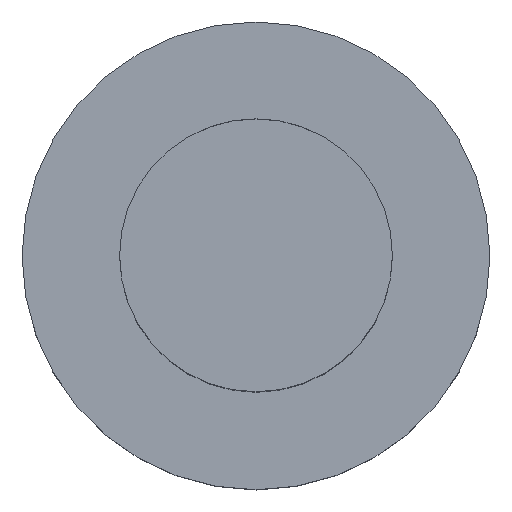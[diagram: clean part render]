
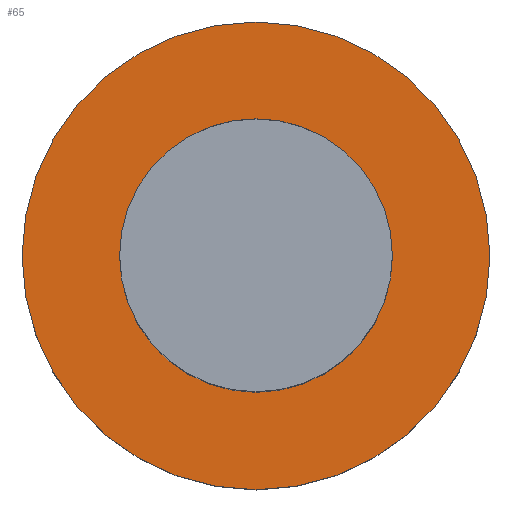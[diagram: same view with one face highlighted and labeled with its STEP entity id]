
A CAD part, top view. The second image highlights one B-rep face of the part: STEP entity #65.
In plain terms, the highlighted planar face has unit normal (0, 0, 1).
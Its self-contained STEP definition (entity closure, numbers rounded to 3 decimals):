
#65=ADVANCED_FACE('240[2]',(#158,#159),#160,.T.);
#67=EDGE_CURVE('240[2]',#162,#162,#163,.T.);
#79=EDGE_CURVE('240[2]',#181,#181,#182,.T.);
#158=FACE_BOUND('',#278,.T.);
#159=FACE_OUTER_BOUND('',#279,.T.);
#160=PLANE('',#280);
#162=VERTEX_POINT('',#283);
#163=CIRCLE('',#284,7.0);
#181=VERTEX_POINT('',#372);
#182=CIRCLE('',#373,12.0);
#278=EDGE_LOOP('',(#608));
#279=EDGE_LOOP('',(#609));
#280=AXIS2_PLACEMENT_3D('',#610,#611,#612);
#283=CARTESIAN_POINT('',(7.0,0.0,0.0));
#284=AXIS2_PLACEMENT_3D('',#613,#614,#615);
#372=CARTESIAN_POINT('',(0.,12.0,0.));
#373=AXIS2_PLACEMENT_3D('',#630,#631,#632);
#608=ORIENTED_EDGE('',*,*,#67,.T.);
#609=ORIENTED_EDGE('',*,*,#79,.F.);
#610=CARTESIAN_POINT('',(0.,6.0,0.));
#611=DIRECTION('',(0.,0.,1.0));
#612=DIRECTION('',(1.0,0.,0.0));
#613=CARTESIAN_POINT('',(0.0,0.0,0.));
#614=DIRECTION('',(0.,0.,-1.0));
#615=DIRECTION('',(1.0,0.,0.));
#630=CARTESIAN_POINT('',(0.0,0.0,0.0));
#631=DIRECTION('',(0.,0.,-1.0));
#632=DIRECTION('',(0.,1.0,0.));
